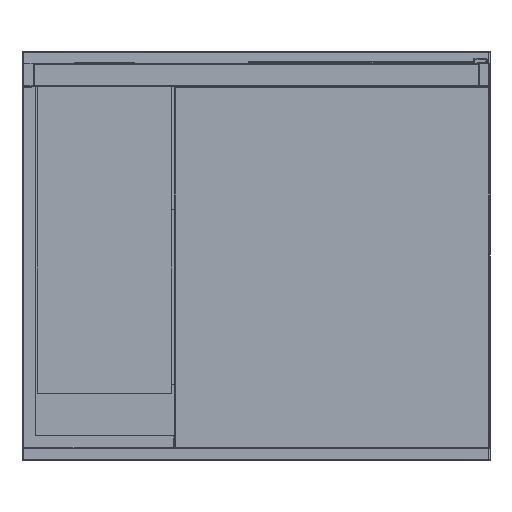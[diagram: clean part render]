
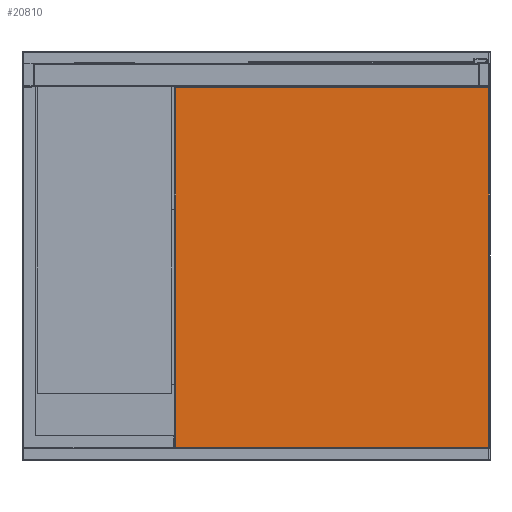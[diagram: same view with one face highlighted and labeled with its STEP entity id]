
A CAD part, front view. The second image highlights one B-rep face of the part: STEP entity #20810.
In plain terms, the highlighted planar face has unit normal (0, -1, 0).
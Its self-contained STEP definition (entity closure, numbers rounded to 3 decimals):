
#1115 = DIRECTION ( 'NONE',  ( 0., -1., 0. ) ) ;
#1318 = DIRECTION ( 'NONE',  ( 0., 0., -1. ) ) ;
#2020 = VECTOR ( 'NONE', #31664, 1000. ) ;
#2207 = ORIENTED_EDGE ( 'NONE', *, *, #13039, .T. ) ;
#2708 = VECTOR ( 'NONE', #17423, 1000. ) ;
#8207 = VERTEX_POINT ( 'NONE', #23709 ) ;
#9410 = FACE_OUTER_BOUND ( 'NONE', #29644, .T. ) ;
#9802 = CARTESIAN_POINT ( 'NONE',  ( -270., -350., -42. ) ) ;
#12213 = LINE ( 'NONE', #22631, #13017 ) ;
#13017 = VECTOR ( 'NONE', #22297, 1000. ) ;
#13039 = EDGE_CURVE ( 'NONE', #21655, #8207, #33354, .T. ) ;
#14281 = CARTESIAN_POINT ( 'NONE',  ( -270., -350., -660. ) ) ;
#15168 = LINE ( 'NONE', #19700, #24328 ) ;
#17064 = DIRECTION ( 'NONE',  ( 0., 0., -1. ) ) ;
#17423 = DIRECTION ( 'NONE',  ( 0., 0., 1. ) ) ;
#19700 = CARTESIAN_POINT ( 'NONE',  ( -268., -350., -660. ) ) ;
#20440 = EDGE_CURVE ( 'NONE', #24764, #21655, #12213, .T. ) ;
#20810 = ADVANCED_FACE ( 'Fl�che8', ( #9410 ), #25024, .T. ) ;
#20907 = LINE ( 'NONE', #9802, #2020 ) ;
#21655 = VERTEX_POINT ( 'NONE', #25409 ) ;
#22297 = DIRECTION ( 'NONE',  ( 1., 0., 0. ) ) ;
#22631 = CARTESIAN_POINT ( 'NONE',  ( -270., -350., -658. ) ) ;
#23709 = CARTESIAN_POINT ( 'NONE',  ( 268., -350., -42. ) ) ;
#23755 = CARTESIAN_POINT ( 'NONE',  ( -268., -350., -658. ) ) ;
#24053 = VERTEX_POINT ( 'NONE', #31538 ) ;
#24078 = ORIENTED_EDGE ( 'NONE', *, *, #20440, .T. ) ;
#24328 = VECTOR ( 'NONE', #1318, 1000. ) ;
#24764 = VERTEX_POINT ( 'NONE', #23755 ) ;
#25023 = ORIENTED_EDGE ( 'NONE', *, *, #30829, .T. ) ;
#25024 = PLANE ( 'NONE',  #28544 ) ;
#25409 = CARTESIAN_POINT ( 'NONE',  ( 268., -350., -658. ) ) ;
#25882 = CARTESIAN_POINT ( 'NONE',  ( 268., -350., -660. ) ) ;
#28434 = ORIENTED_EDGE ( 'NONE', *, *, #28600, .T. ) ;
#28544 = AXIS2_PLACEMENT_3D ( 'NONE', #14281, #1115, #17064 ) ;
#28600 = EDGE_CURVE ( 'NONE', #8207, #24053, #20907, .T. ) ;
#29644 = EDGE_LOOP ( 'NONE', ( #28434, #25023, #24078, #2207 ) ) ;
#30829 = EDGE_CURVE ( 'NONE', #24053, #24764, #15168, .T. ) ;
#31538 = CARTESIAN_POINT ( 'NONE',  ( -268., -350., -42. ) ) ;
#31664 = DIRECTION ( 'NONE',  ( -1., 0., 0. ) ) ;
#33354 = LINE ( 'NONE', #25882, #2708 ) ;
